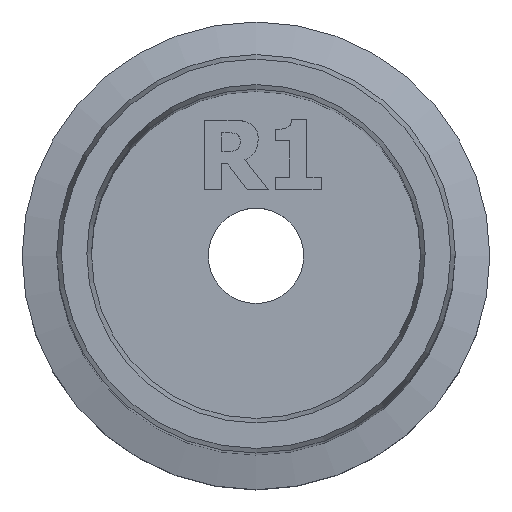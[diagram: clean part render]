
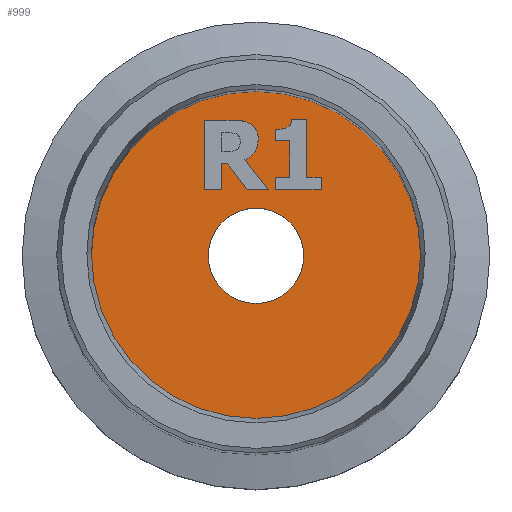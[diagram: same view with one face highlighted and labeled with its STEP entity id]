
A CAD part, top view. The second image highlights one B-rep face of the part: STEP entity #999.
In plain terms, the highlighted planar face has unit normal (0, 0, 1).
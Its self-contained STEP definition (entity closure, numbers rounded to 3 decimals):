
#24=CIRCLE('',#1071,9.5);
#25=CIRCLE('',#1072,2.75);
#45=FACE_BOUND('',#180,.T.);
#46=FACE_BOUND('',#181,.T.);
#47=FACE_BOUND('',#182,.T.);
#73=PLANE('',#1070);
#121=FACE_OUTER_BOUND('',#179,.T.);
#179=EDGE_LOOP('',(#822));
#180=EDGE_LOOP('',(#823));
#181=EDGE_LOOP('',(#824,#825,#826,#827,#828,#829,#830,#831,#832,#833,#834,
#835));
#182=EDGE_LOOP('',(#836,#837,#838,#839,#840,#841,#842,#843,#844,#845,#846));
#222=LINE('',#1456,#327);
#229=LINE('',#1521,#334);
#232=LINE('',#1527,#337);
#235=LINE('',#1533,#340);
#238=LINE('',#1539,#343);
#241=LINE('',#1545,#346);
#244=LINE('',#1551,#349);
#247=LINE('',#1556,#352);
#249=LINE('',#1562,#354);
#253=LINE('',#1570,#358);
#256=LINE('',#1576,#361);
#259=LINE('',#1582,#364);
#264=LINE('',#1626,#369);
#267=LINE('',#1632,#372);
#270=LINE('',#1638,#375);
#273=LINE('',#1644,#378);
#276=LINE('',#1650,#381);
#279=LINE('',#1655,#384);
#327=VECTOR('',#1138,10.);
#334=VECTOR('',#1147,10.);
#337=VECTOR('',#1152,10.);
#340=VECTOR('',#1157,10.);
#343=VECTOR('',#1162,10.);
#346=VECTOR('',#1167,10.);
#349=VECTOR('',#1172,10.);
#352=VECTOR('',#1177,10.);
#354=VECTOR('',#1183,10.);
#358=VECTOR('',#1189,10.);
#361=VECTOR('',#1194,10.);
#364=VECTOR('',#1199,10.);
#369=VECTOR('',#1206,10.);
#372=VECTOR('',#1211,10.);
#375=VECTOR('',#1216,10.);
#378=VECTOR('',#1221,10.);
#381=VECTOR('',#1226,10.);
#384=VECTOR('',#1231,10.);
#427=B_SPLINE_CURVE_WITH_KNOTS('',2,(#1471,#1472,#1473,#1474),
 .UNSPECIFIED.,.F.,.F.,(3,1,3),(0.,1.,2.),.UNSPECIFIED.);
#429=B_SPLINE_CURVE_WITH_KNOTS('',2,(#1490,#1491,#1492,#1493),
 .UNSPECIFIED.,.F.,.F.,(3,1,3),(0.,1.,2.),.UNSPECIFIED.);
#431=B_SPLINE_CURVE_WITH_KNOTS('',2,(#1509,#1510,#1511,#1512),
 .UNSPECIFIED.,.F.,.F.,(3,1,3),(0.,1.,2.),.UNSPECIFIED.);
#433=B_SPLINE_CURVE_WITH_KNOTS('',2,(#1595,#1596,#1597,#1598),
 .UNSPECIFIED.,.F.,.F.,(3,1,3),(0.,1.,2.),.UNSPECIFIED.);
#435=B_SPLINE_CURVE_WITH_KNOTS('',2,(#1614,#1615,#1616,#1617),
 .UNSPECIFIED.,.F.,.F.,(3,1,3),(0.,1.,2.),.UNSPECIFIED.);
#451=VERTEX_POINT('',#1454);
#452=VERTEX_POINT('',#1455);
#455=VERTEX_POINT('',#1470);
#457=VERTEX_POINT('',#1489);
#459=VERTEX_POINT('',#1508);
#461=VERTEX_POINT('',#1520);
#463=VERTEX_POINT('',#1526);
#465=VERTEX_POINT('',#1532);
#467=VERTEX_POINT('',#1538);
#469=VERTEX_POINT('',#1544);
#471=VERTEX_POINT('',#1550);
#473=VERTEX_POINT('',#1560);
#474=VERTEX_POINT('',#1561);
#477=VERTEX_POINT('',#1569);
#479=VERTEX_POINT('',#1575);
#481=VERTEX_POINT('',#1581);
#483=VERTEX_POINT('',#1594);
#485=VERTEX_POINT('',#1613);
#487=VERTEX_POINT('',#1625);
#489=VERTEX_POINT('',#1631);
#491=VERTEX_POINT('',#1637);
#493=VERTEX_POINT('',#1643);
#495=VERTEX_POINT('',#1649);
#497=VERTEX_POINT('',#1659);
#498=VERTEX_POINT('',#1661);
#550=EDGE_CURVE('',#451,#452,#222,.T.);
#554=EDGE_CURVE('',#455,#451,#427,.T.);
#557=EDGE_CURVE('',#457,#455,#429,.T.);
#560=EDGE_CURVE('',#459,#457,#431,.T.);
#563=EDGE_CURVE('',#461,#459,#229,.T.);
#566=EDGE_CURVE('',#463,#461,#232,.T.);
#569=EDGE_CURVE('',#465,#463,#235,.T.);
#572=EDGE_CURVE('',#467,#465,#238,.T.);
#575=EDGE_CURVE('',#469,#467,#241,.T.);
#578=EDGE_CURVE('',#471,#469,#244,.T.);
#581=EDGE_CURVE('',#452,#471,#247,.T.);
#583=EDGE_CURVE('',#473,#474,#249,.T.);
#587=EDGE_CURVE('',#477,#473,#253,.T.);
#590=EDGE_CURVE('',#479,#477,#256,.T.);
#593=EDGE_CURVE('',#481,#479,#259,.T.);
#596=EDGE_CURVE('',#483,#481,#433,.T.);
#599=EDGE_CURVE('',#485,#483,#435,.T.);
#602=EDGE_CURVE('',#487,#485,#264,.T.);
#605=EDGE_CURVE('',#489,#487,#267,.T.);
#608=EDGE_CURVE('',#491,#489,#270,.T.);
#611=EDGE_CURVE('',#493,#491,#273,.T.);
#614=EDGE_CURVE('',#495,#493,#276,.T.);
#617=EDGE_CURVE('',#474,#495,#279,.T.);
#619=EDGE_CURVE('',#497,#497,#24,.T.);
#620=EDGE_CURVE('',#498,#498,#25,.T.);
#822=ORIENTED_EDGE('',*,*,#619,.F.);
#823=ORIENTED_EDGE('',*,*,#620,.T.);
#824=ORIENTED_EDGE('',*,*,#583,.T.);
#825=ORIENTED_EDGE('',*,*,#617,.T.);
#826=ORIENTED_EDGE('',*,*,#614,.T.);
#827=ORIENTED_EDGE('',*,*,#611,.T.);
#828=ORIENTED_EDGE('',*,*,#608,.T.);
#829=ORIENTED_EDGE('',*,*,#605,.T.);
#830=ORIENTED_EDGE('',*,*,#602,.T.);
#831=ORIENTED_EDGE('',*,*,#599,.T.);
#832=ORIENTED_EDGE('',*,*,#596,.T.);
#833=ORIENTED_EDGE('',*,*,#593,.T.);
#834=ORIENTED_EDGE('',*,*,#590,.T.);
#835=ORIENTED_EDGE('',*,*,#587,.T.);
#836=ORIENTED_EDGE('',*,*,#550,.T.);
#837=ORIENTED_EDGE('',*,*,#581,.T.);
#838=ORIENTED_EDGE('',*,*,#578,.T.);
#839=ORIENTED_EDGE('',*,*,#575,.T.);
#840=ORIENTED_EDGE('',*,*,#572,.T.);
#841=ORIENTED_EDGE('',*,*,#569,.T.);
#842=ORIENTED_EDGE('',*,*,#566,.T.);
#843=ORIENTED_EDGE('',*,*,#563,.T.);
#844=ORIENTED_EDGE('',*,*,#560,.T.);
#845=ORIENTED_EDGE('',*,*,#557,.T.);
#846=ORIENTED_EDGE('',*,*,#554,.T.);
#999=ADVANCED_FACE('',(#121,#45,#46,#47),#73,.T.);
#1070=AXIS2_PLACEMENT_3D('',#1658,#1235,#1236);
#1071=AXIS2_PLACEMENT_3D('',#1660,#1237,#1238);
#1072=AXIS2_PLACEMENT_3D('',#1662,#1239,#1240);
#1138=DIRECTION('',(0.62,-0.785,0.));
#1147=DIRECTION('',(1.,0.,0.));
#1152=DIRECTION('',(0.,1.,0.));
#1157=DIRECTION('',(-1.,0.,0.));
#1162=DIRECTION('',(0.,-1.,0.));
#1167=DIRECTION('',(-1.,0.,0.));
#1172=DIRECTION('',(-0.604,0.797,0.));
#1177=DIRECTION('',(-1.,0.,0.));
#1183=DIRECTION('',(0.,-1.,0.));
#1189=DIRECTION('',(1.,0.,0.));
#1194=DIRECTION('',(0.,-1.,0.));
#1199=DIRECTION('',(1.,0.,0.));
#1206=DIRECTION('',(0.,1.,0.));
#1211=DIRECTION('',(-1.,0.,0.));
#1216=DIRECTION('',(0.,1.,0.));
#1221=DIRECTION('',(1.,0.,0.));
#1226=DIRECTION('',(0.,1.,0.));
#1231=DIRECTION('',(-1.,0.,0.));
#1235=DIRECTION('center_axis',(0.,0.,1.));
#1236=DIRECTION('ref_axis',(1.,0.,0.));
#1237=DIRECTION('center_axis',(0.,0.,-1.));
#1238=DIRECTION('ref_axis',(1.,0.,0.));
#1239=DIRECTION('center_axis',(0.,0.,-1.));
#1240=DIRECTION('ref_axis',(1.,0.,0.));
#1454=CARTESIAN_POINT('',(-0.635,5.538,-69.));
#1455=CARTESIAN_POINT('',(0.71,3.836,-69.));
#1456=CARTESIAN_POINT('',(-1.477,6.602,-69.));
#1470=CARTESIAN_POINT('',(0.126,6.737,-69.));
#1471=CARTESIAN_POINT('Ctrl Pts',(0.126,6.737,-69.));
#1472=CARTESIAN_POINT('Ctrl Pts',(0.126,6.28,-69.));
#1473=CARTESIAN_POINT('Ctrl Pts',(-0.289,5.706,-69.));
#1474=CARTESIAN_POINT('Ctrl Pts',(-0.635,5.538,-69.));
#1489=CARTESIAN_POINT('',(-0.34,7.622,-69.));
#1490=CARTESIAN_POINT('Ctrl Pts',(-0.34,7.622,-69.));
#1491=CARTESIAN_POINT('Ctrl Pts',(-0.126,7.486,-69.));
#1492=CARTESIAN_POINT('Ctrl Pts',(0.126,7.061,-69.));
#1493=CARTESIAN_POINT('Ctrl Pts',(0.126,6.737,-69.));
#1508=CARTESIAN_POINT('',(-1.378,7.836,-69.));
#1509=CARTESIAN_POINT('Ctrl Pts',(-1.378,7.836,-69.));
#1510=CARTESIAN_POINT('Ctrl Pts',(-1.044,7.836,-69.));
#1511=CARTESIAN_POINT('Ctrl Pts',(-0.551,7.751,-69.));
#1512=CARTESIAN_POINT('Ctrl Pts',(-0.34,7.622,-69.));
#1520=CARTESIAN_POINT('',(-2.985,7.836,-69.));
#1521=CARTESIAN_POINT('',(-1.493,7.836,-69.));
#1526=CARTESIAN_POINT('',(-2.985,3.836,-69.));
#1527=CARTESIAN_POINT('',(-2.985,6.668,-69.));
#1532=CARTESIAN_POINT('',(-1.987,3.836,-69.));
#1533=CARTESIAN_POINT('',(-0.994,3.836,-69.));
#1538=CARTESIAN_POINT('',(-1.987,5.304,-69.));
#1539=CARTESIAN_POINT('',(-1.987,7.402,-69.));
#1544=CARTESIAN_POINT('',(-1.624,5.304,-69.));
#1545=CARTESIAN_POINT('',(-0.812,5.304,-69.));
#1550=CARTESIAN_POINT('',(-0.512,3.836,-69.));
#1551=CARTESIAN_POINT('',(-1.782,5.513,-69.));
#1556=CARTESIAN_POINT('',(0.355,3.836,-69.));
#1560=CARTESIAN_POINT('',(3.76,4.533,-69.));
#1561=CARTESIAN_POINT('',(3.76,3.836,-69.));
#1562=CARTESIAN_POINT('',(3.76,7.016,-69.));
#1569=CARTESIAN_POINT('',(2.937,4.533,-69.));
#1570=CARTESIAN_POINT('',(1.468,4.533,-69.));
#1575=CARTESIAN_POINT('',(2.937,7.845,-69.));
#1576=CARTESIAN_POINT('',(2.937,8.673,-69.));
#1581=CARTESIAN_POINT('',(2.062,7.845,-69.));
#1582=CARTESIAN_POINT('',(1.031,7.845,-69.));
#1594=CARTESIAN_POINT('',(1.78,7.401,-69.));
#1595=CARTESIAN_POINT('Ctrl Pts',(1.78,7.401,-69.));
#1596=CARTESIAN_POINT('Ctrl Pts',(1.906,7.466,-69.));
#1597=CARTESIAN_POINT('Ctrl Pts',(2.049,7.683,-69.));
#1598=CARTESIAN_POINT('Ctrl Pts',(2.062,7.845,-69.));
#1613=CARTESIAN_POINT('',(1.118,7.301,-69.));
#1614=CARTESIAN_POINT('Ctrl Pts',(1.118,7.301,-69.));
#1615=CARTESIAN_POINT('Ctrl Pts',(1.303,7.301,-69.));
#1616=CARTESIAN_POINT('Ctrl Pts',(1.669,7.35,-69.));
#1617=CARTESIAN_POINT('Ctrl Pts',(1.78,7.401,-69.));
#1625=CARTESIAN_POINT('',(1.118,6.649,-69.));
#1626=CARTESIAN_POINT('',(1.118,8.075,-69.));
#1631=CARTESIAN_POINT('',(1.961,6.649,-69.));
#1632=CARTESIAN_POINT('',(0.981,6.649,-69.));
#1637=CARTESIAN_POINT('',(1.961,4.533,-69.));
#1638=CARTESIAN_POINT('',(1.961,7.016,-69.));
#1643=CARTESIAN_POINT('',(1.118,4.533,-69.));
#1644=CARTESIAN_POINT('',(0.559,4.533,-69.));
#1649=CARTESIAN_POINT('',(1.118,3.836,-69.));
#1650=CARTESIAN_POINT('',(1.118,6.668,-69.));
#1655=CARTESIAN_POINT('',(1.88,3.836,-69.));
#1658=CARTESIAN_POINT('Origin',(0.,9.5,-69.));
#1659=CARTESIAN_POINT('',(0.,-9.5,-69.));
#1660=CARTESIAN_POINT('Origin',(0.,0.,-69.));
#1661=CARTESIAN_POINT('',(0.,-2.75,-69.));
#1662=CARTESIAN_POINT('Origin',(0.,0.,-69.));
